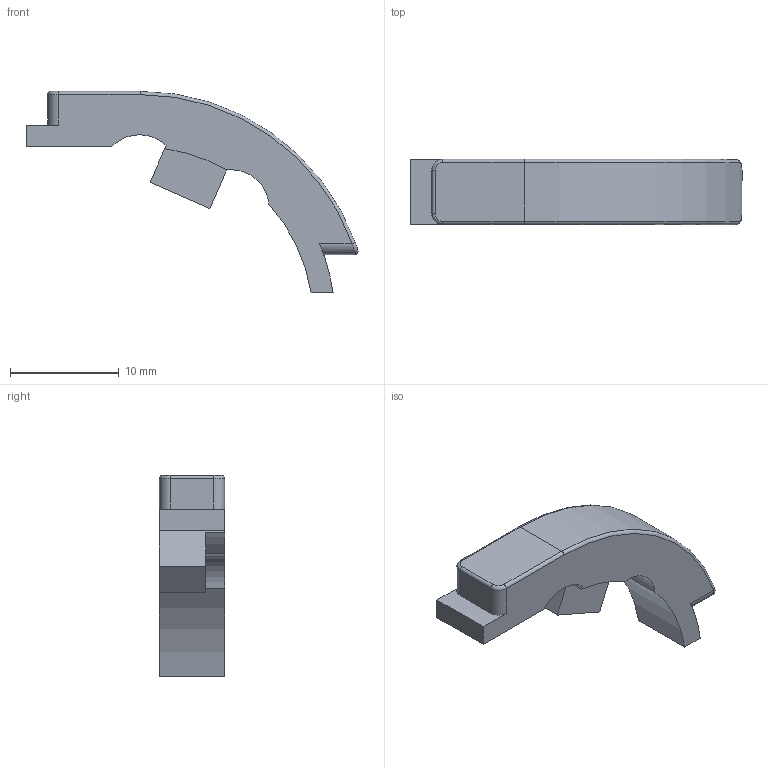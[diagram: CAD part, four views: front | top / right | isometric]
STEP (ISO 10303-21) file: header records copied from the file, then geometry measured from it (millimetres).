
FILE_DESCRIPTION(/* description */ (''),/* implementation_level */ '2;1');
FILE_NAME(/* name */ 'MirrorCast Top Trigger Button.step',/* time_stamp */ '2024-02-13T22:04:45+09:00',/* author */ (''),/* organization */ (''),/* preprocessor_version */ 'ST-DEVELOPER v20',/* originating_system */ 'Autodesk Translation Framework v12.20.1.177',/* authorisation */ '');
FILE_SCHEMA (('AUTOMOTIVE_DESIGN { 1 0 10303 214 3 1 1 }'));
Length unit declared in the file: millimetre
Products named in the file (1): MirrorCast Top Trigger Button_1
Bounding box: 30.52 x 6 x 18.5 mm (x, y, z)
Volume: 1078.3 mm3; surface area: 903.6 mm2
Topology: 1 solids, 1 shells, 33 faces, 82 edges, 51 vertices
Faces by surface type: cylinder 14, plane 13, torus 4, bspline 2
Entity records: 1131 total; most frequent: CARTESIAN_POINT 298, DIRECTION 170, ORIENTED_EDGE 164, EDGE_CURVE 82, AXIS2_PLACEMENT_3D 62, VERTEX_POINT 51, LINE 46, VECTOR 46
